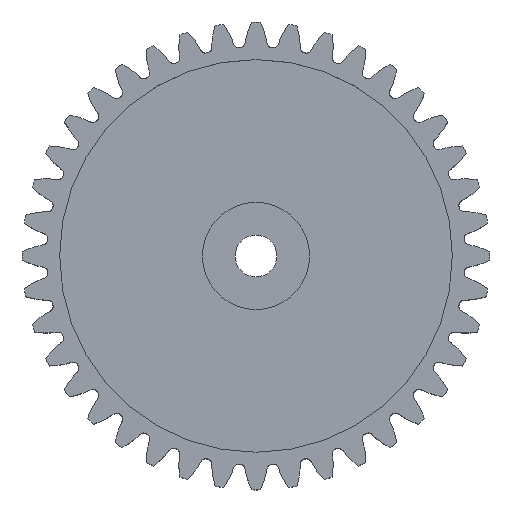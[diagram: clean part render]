
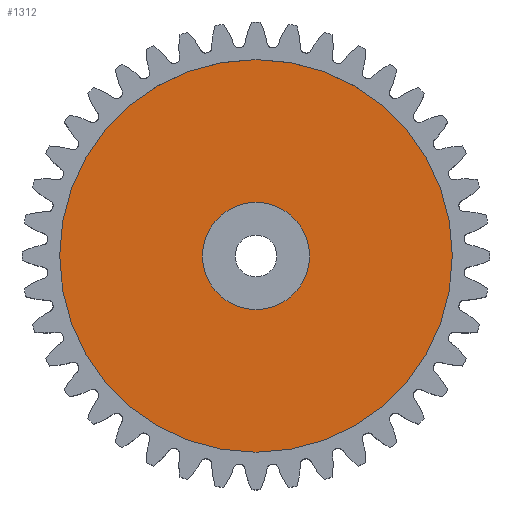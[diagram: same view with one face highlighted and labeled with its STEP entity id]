
A CAD part, top view. The second image highlights one B-rep face of the part: STEP entity #1312.
In plain terms, the highlighted planar face has unit normal (0, 0, 1).
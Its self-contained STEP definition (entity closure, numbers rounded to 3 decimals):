
#413 = DIRECTION ( 'NONE',  ( 1., 0., 0. ) ) ;
#578 = DIRECTION ( 'NONE',  ( 1., 0., 0. ) ) ;
#644 = CARTESIAN_POINT ( 'NONE',  ( -3.85, 0., 3.875 ) ) ;
#1164 = ORIENTED_EDGE ( 'NONE', *, *, #8931, .T. ) ;
#1178 = EDGE_LOOP ( 'NONE', ( #2514, #9760 ) ) ;
#1213 = VERTEX_POINT ( 'NONE', #11658 ) ;
#1312 = ADVANCED_FACE ( 'NONE', ( #10537, #12648 ), #7351, .T. ) ;
#1384 = CIRCLE ( 'NONE', #6989, 3.85 ) ;
#1796 = EDGE_CURVE ( 'NONE', #5399, #6251, #11139, .T. ) ;
#1798 = CARTESIAN_POINT ( 'NONE',  ( 14.1, 0., 3.875 ) ) ;
#1846 = VERTEX_POINT ( 'NONE', #644 ) ;
#2032 = DIRECTION ( 'NONE',  ( 0., 0., -1. ) ) ;
#2514 = ORIENTED_EDGE ( 'NONE', *, *, #1796, .F. ) ;
#2815 = CARTESIAN_POINT ( 'NONE',  ( 0., 0., 3.875 ) ) ;
#2835 = AXIS2_PLACEMENT_3D ( 'NONE', #2815, #15243, #17059 ) ;
#2865 = DIRECTION ( 'NONE',  ( 0., 0., -1. ) ) ;
#4664 = CARTESIAN_POINT ( 'NONE',  ( 0., 0., 3.875 ) ) ;
#5399 = VERTEX_POINT ( 'NONE', #1798 ) ;
#6251 = VERTEX_POINT ( 'NONE', #6381 ) ;
#6381 = CARTESIAN_POINT ( 'NONE',  ( -14.1, 0., 3.875 ) ) ;
#6644 = EDGE_LOOP ( 'NONE', ( #6871, #1164 ) ) ;
#6690 = CIRCLE ( 'NONE', #15327, 14.1 ) ;
#6871 = ORIENTED_EDGE ( 'NONE', *, *, #13776, .T. ) ;
#6989 = AXIS2_PLACEMENT_3D ( 'NONE', #12780, #16930, #14248 ) ;
#7351 = PLANE ( 'NONE',  #16977 ) ;
#8931 = EDGE_CURVE ( 'NONE', #1846, #1213, #1384, .T. ) ;
#9760 = ORIENTED_EDGE ( 'NONE', *, *, #13806, .F. ) ;
#10185 = CIRCLE ( 'NONE', #2835, 3.85 ) ;
#10477 = AXIS2_PLACEMENT_3D ( 'NONE', #4664, #2032, #578 ) ;
#10537 = FACE_OUTER_BOUND ( 'NONE', #1178, .T. ) ;
#11139 = CIRCLE ( 'NONE', #10477, 14.1 ) ;
#11224 = CARTESIAN_POINT ( 'NONE',  ( 0., 0., 3.875 ) ) ;
#11492 = DIRECTION ( 'NONE',  ( 0., 0., 1. ) ) ;
#11658 = CARTESIAN_POINT ( 'NONE',  ( 3.85, 0., 3.875 ) ) ;
#12601 = DIRECTION ( 'NONE',  ( 1., 0., 0. ) ) ;
#12648 = FACE_BOUND ( 'NONE', #6644, .T. ) ;
#12780 = CARTESIAN_POINT ( 'NONE',  ( 0., 0., 3.875 ) ) ;
#13776 = EDGE_CURVE ( 'NONE', #1213, #1846, #10185, .T. ) ;
#13806 = EDGE_CURVE ( 'NONE', #6251, #5399, #6690, .T. ) ;
#14248 = DIRECTION ( 'NONE',  ( 1., 0., 0. ) ) ;
#15243 = DIRECTION ( 'NONE',  ( 0., 0., -1. ) ) ;
#15327 = AXIS2_PLACEMENT_3D ( 'NONE', #11224, #2865, #12601 ) ;
#15834 = CARTESIAN_POINT ( 'NONE',  ( 0., 0., 3.875 ) ) ;
#16930 = DIRECTION ( 'NONE',  ( 0., 0., -1. ) ) ;
#16977 = AXIS2_PLACEMENT_3D ( 'NONE', #15834, #11492, #413 ) ;
#17059 = DIRECTION ( 'NONE',  ( 1., 0., 0. ) ) ;
